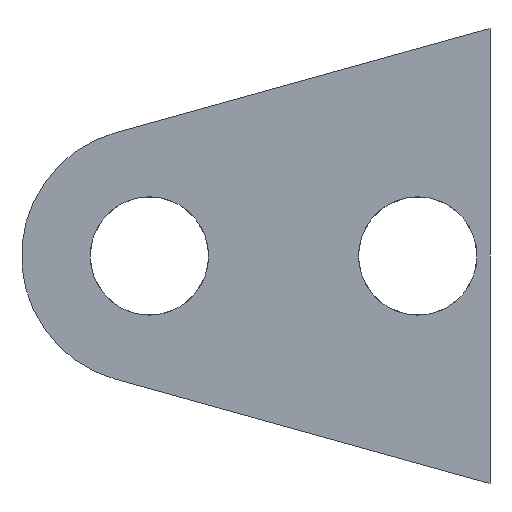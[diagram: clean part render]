
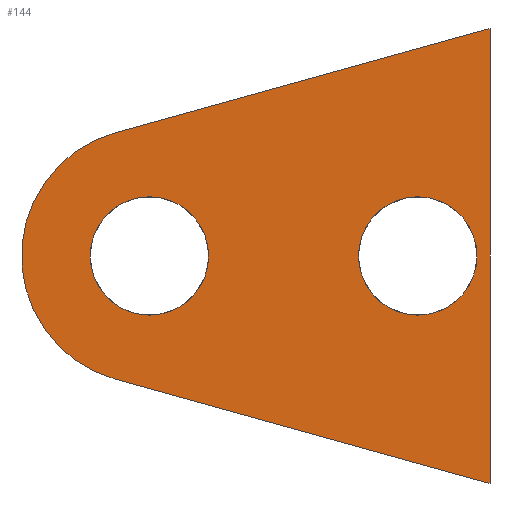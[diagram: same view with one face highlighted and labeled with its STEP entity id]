
A CAD part, top view. The second image highlights one B-rep face of the part: STEP entity #144.
In plain terms, the highlighted planar face has unit normal (0, 0, 1).
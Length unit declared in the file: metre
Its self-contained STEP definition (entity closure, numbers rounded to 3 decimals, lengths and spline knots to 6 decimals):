
#15=PLANE('',#196);
#19=LINE('',#259,#29);
#22=LINE('',#265,#32);
#25=LINE('',#271,#35);
#29=VECTOR('',#222,1.);
#32=VECTOR('',#227,1.);
#35=VECTOR('',#232,1.);
#57=ORIENTED_EDGE('',*,*,#69,.T.);
#58=ORIENTED_EDGE('',*,*,#71,.T.);
#59=ORIENTED_EDGE('',*,*,#83,.F.);
#60=ORIENTED_EDGE('',*,*,#73,.F.);
#61=ORIENTED_EDGE('',*,*,#77,.F.);
#62=ORIENTED_EDGE('',*,*,#80,.F.);
#69=EDGE_CURVE('',#85,#85,#97,.T.);
#71=EDGE_CURVE('',#87,#87,#99,.T.);
#73=EDGE_CURVE('',#89,#90,#101,.T.);
#77=EDGE_CURVE('',#93,#89,#19,.T.);
#80=EDGE_CURVE('',#95,#93,#22,.T.);
#83=EDGE_CURVE('',#90,#95,#25,.T.);
#85=VERTEX_POINT('',#241);
#87=VERTEX_POINT('',#246);
#89=VERTEX_POINT('',#251);
#90=VERTEX_POINT('',#252);
#93=VERTEX_POINT('',#260);
#95=VERTEX_POINT('',#266);
#97=CIRCLE('',#185,0.0015);
#99=CIRCLE('',#188,0.0015);
#101=CIRCLE('',#191,0.003241);
#111=EDGE_LOOP('',(#57));
#112=EDGE_LOOP('',(#58));
#113=EDGE_LOOP('',(#59,#60,#61,#62));
#125=FACE_BOUND('',#111,.T.);
#126=FACE_BOUND('',#112,.T.);
#127=FACE_BOUND('',#113,.T.);
#144=ADVANCED_FACE('',(#125,#126,#127),#15,.F.);
#185=AXIS2_PLACEMENT_3D('',#240,#202,#203);
#188=AXIS2_PLACEMENT_3D('',#245,#208,#209);
#191=AXIS2_PLACEMENT_3D('',#250,#214,#215);
#196=AXIS2_PLACEMENT_3D('',#273,#234,#235);
#202=DIRECTION('',(0.,0.,-1.));
#203=DIRECTION('',(1.,0.,0.));
#208=DIRECTION('',(0.,0.,-1.));
#209=DIRECTION('',(1.,0.,0.));
#214=DIRECTION('',(0.,0.,-1.));
#215=DIRECTION('',(1.,0.,0.));
#222=DIRECTION('',(-0.963,0.268,0.));
#227=DIRECTION('',(0.,-1.,0.));
#232=DIRECTION('',(0.963,0.268,0.));
#234=DIRECTION('',(0.,0.,-1.));
#235=DIRECTION('',(1.,0.,0.));
#240=CARTESIAN_POINT('',(-0.022931,0.000216,-0.00127));
#241=CARTESIAN_POINT('',(-0.021431,0.000216,-0.00127));
#245=CARTESIAN_POINT('',(-0.016131,0.000216,-0.00127));
#246=CARTESIAN_POINT('',(-0.014631,0.000216,-0.00127));
#250=CARTESIAN_POINT('',(-0.022931,0.000216,-0.00127));
#251=CARTESIAN_POINT('',(-0.0238,-0.002906,-0.00127));
#252=CARTESIAN_POINT('',(-0.023799,0.003339,-0.00127));
#259=CARTESIAN_POINT('',(-0.0143,-0.00555,-0.00127));
#260=CARTESIAN_POINT('',(-0.0143,-0.00555,-0.00127));
#265=CARTESIAN_POINT('',(-0.0143,0.00598,-0.00127));
#266=CARTESIAN_POINT('',(-0.0143,0.00598,-0.00127));
#271=CARTESIAN_POINT('',(-0.0143,0.00598,-0.00127));
#273=CARTESIAN_POINT('',(-0.022931,0.000216,-0.00127));
